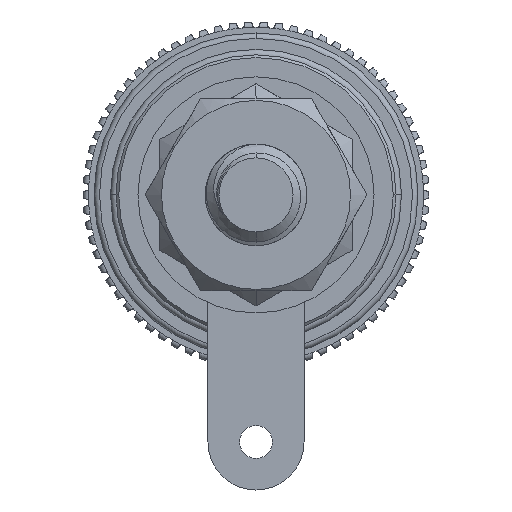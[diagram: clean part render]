
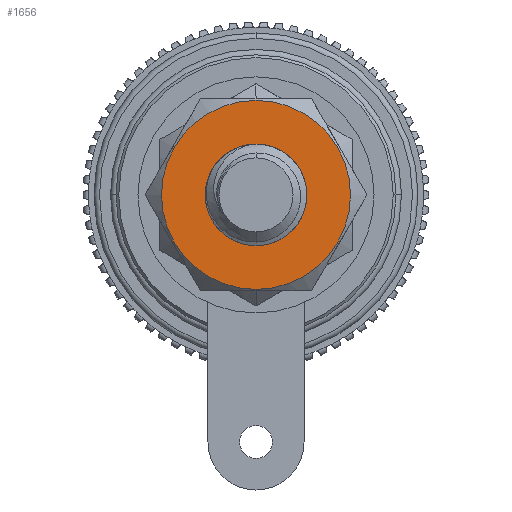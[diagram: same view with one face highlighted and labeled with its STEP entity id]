
A CAD part, front view. The second image highlights one B-rep face of the part: STEP entity #1656.
In plain terms, the highlighted planar face has unit normal (0, -1, 0).
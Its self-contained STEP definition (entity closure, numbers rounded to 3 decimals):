
#302 = VERTEX_POINT ( 'NONE', #17335 ) ;
#668 = AXIS2_PLACEMENT_3D ( 'NONE', #11220, #29671, #13889 ) ;
#1314 = CARTESIAN_POINT ( 'NONE',  ( -0.458, -12.95, 1.741 ) ) ;
#1336 = CARTESIAN_POINT ( 'NONE',  ( 0., -12.95, 0. ) ) ;
#1429 = CARTESIAN_POINT ( 'NONE',  ( -1.186, -12.95, -0.883 ) ) ;
#1656 = ADVANCED_FACE ( 'NONE', ( #1709, #22398 ), #6273, .T. ) ;
#1709 = FACE_BOUND ( 'NONE', #15484, .T. ) ;
#2047 = CARTESIAN_POINT ( 'NONE',  ( 1.747, -12.95, -0.201 ) ) ;
#2155 = CARTESIAN_POINT ( 'NONE',  ( -1.057, -12.95, -0.993 ) ) ;
#2205 = CARTESIAN_POINT ( 'NONE',  ( 0., -12.95, 0. ) ) ;
#3142 = DIRECTION ( 'NONE',  ( 0., 1., 0. ) ) ;
#3246 = EDGE_CURVE ( 'NONE', #5239, #302, #27678, .T. ) ;
#3987 = CARTESIAN_POINT ( 'NONE',  ( -0.902, -12.95, 1.501 ) ) ;
#4010 = DIRECTION ( 'NONE',  ( 0., 0., -1. ) ) ;
#4711 = CARTESIAN_POINT ( 'NONE',  ( 1.737, -12.95, 0.471 ) ) ;
#4755 = VERTEX_POINT ( 'NONE', #23105 ) ;
#4869 = DIRECTION ( 'NONE',  ( 0., 0., -1. ) ) ;
#5239 = VERTEX_POINT ( 'NONE', #2155 ) ;
#6273 = PLANE ( 'NONE',  #8588 ) ;
#6536 = ORIENTED_EDGE ( 'NONE', *, *, #3246, .F. ) ;
#6618 = CARTESIAN_POINT ( 'NONE',  ( -1.26, -12.95, 1.144 ) ) ;
#6915 = DIRECTION ( 'NONE',  ( 0., -1., 0. ) ) ;
#7356 = CARTESIAN_POINT ( 'NONE',  ( 1.579, -12.95, 0.951 ) ) ;
#7894 = EDGE_LOOP ( 'NONE', ( #18254, #20071 ) ) ;
#8169 = VERTEX_POINT ( 'NONE', #14075 ) ;
#8588 = AXIS2_PLACEMENT_3D ( 'NONE', #22674, #6915, #25355 ) ;
#8605 = B_SPLINE_CURVE_WITH_KNOTS ( 'NONE', 3,
 ( #30254, #27593, #17121, #1314, #19748, #3987, #22406, #6618, #25075, #9263, #27693, #11921, #30373, #14583, #33020, #17230, #1429, #19859 ),
 .UNSPECIFIED., .F., .F.,
 ( 4, 2, 2, 2, 2, 2, 2, 2, 4 ),
 ( 0., 0.001, 0.001, 0.002, 0.002, 0.003, 0.003, 0.004, 0.004 ),
 .UNSPECIFIED. ) ;
#8652 = CIRCLE ( 'NONE', #19783, 1.85 ) ;
#9263 = CARTESIAN_POINT ( 'NONE',  ( -1.5, -12.95, 0.699 ) ) ;
#9889 = CARTESIAN_POINT ( 'NONE',  ( 0.334, -12.95, -1.494 ) ) ;
#10888 = AXIS2_PLACEMENT_3D ( 'NONE', #18906, #3142, #21554 ) ;
#11220 = CARTESIAN_POINT ( 'NONE',  ( 0., -12.95, 0. ) ) ;
#11664 = ORIENTED_EDGE ( 'NONE', *, *, #28089, .T. ) ;
#11921 = CARTESIAN_POINT ( 'NONE',  ( -1.591, -12.95, 0.201 ) ) ;
#12564 = CARTESIAN_POINT ( 'NONE',  ( 0.821, -12.95, -1.357 ) ) ;
#13281 = B_SPLINE_CURVE_WITH_KNOTS ( 'NONE', 3,
 ( #23030, #33411, #25684, #9889, #28361, #12564, #30991, #15201, #33661, #17841, #2047, #20507, #4711, #23145, #7356, #25813 ),
 .UNSPECIFIED., .F., .F.,
 ( 4, 2, 2, 2, 2, 2, 2, 4 ),
 ( 0., 0.001, 0.001, 0.002, 0.002, 0.003, 0.004, 0.004 ),
 .UNSPECIFIED. ) ;
#13889 = DIRECTION ( 'NONE',  ( 0., 0., 1. ) ) ;
#14075 = CARTESIAN_POINT ( 'NONE',  ( 0., -12.95, -3.441 ) ) ;
#14355 = ORIENTED_EDGE ( 'NONE', *, *, #31318, .F. ) ;
#14583 = CARTESIAN_POINT ( 'NONE',  ( -1.52, -12.95, -0.3 ) ) ;
#15201 = CARTESIAN_POINT ( 'NONE',  ( 1.238, -12.95, -1.074 ) ) ;
#15484 = EDGE_LOOP ( 'NONE', ( #22757, #6536, #14355, #11664 ) ) ;
#17121 = CARTESIAN_POINT ( 'NONE',  ( -0.133, -12.95, 1.825 ) ) ;
#17230 = CARTESIAN_POINT ( 'NONE',  ( -1.292, -12.95, -0.752 ) ) ;
#17335 = CARTESIAN_POINT ( 'NONE',  ( -0.332, -12.95, -1.412 ) ) ;
#17468 = CARTESIAN_POINT ( 'NONE',  ( 1.491, -12.95, 1.095 ) ) ;
#17657 = AXIS2_PLACEMENT_3D ( 'NONE', #2205, #20639, #4869 ) ;
#17841 = CARTESIAN_POINT ( 'NONE',  ( 1.641, -12.95, -0.534 ) ) ;
#18254 = ORIENTED_EDGE ( 'NONE', *, *, #20449, .F. ) ;
#18759 = CARTESIAN_POINT ( 'NONE',  ( 0., -12.95, 3.441 ) ) ;
#18873 = EDGE_CURVE ( 'NONE', #8169, #23617, #27190, .T. ) ;
#18906 = CARTESIAN_POINT ( 'NONE',  ( 0., -12.95, 0. ) ) ;
#19748 = CARTESIAN_POINT ( 'NONE',  ( -0.616, -12.95, 1.674 ) ) ;
#19769 = DIRECTION ( 'NONE',  ( 0., 1., 0. ) ) ;
#19783 = AXIS2_PLACEMENT_3D ( 'NONE', #1336, #19769, #4010 ) ;
#19859 = CARTESIAN_POINT ( 'NONE',  ( -1.057, -12.95, -0.993 ) ) ;
#20071 = ORIENTED_EDGE ( 'NONE', *, *, #18873, .F. ) ;
#20449 = EDGE_CURVE ( 'NONE', #23617, #8169, #27139, .T. ) ;
#20507 = CARTESIAN_POINT ( 'NONE',  ( 1.758, -12.95, 0.302 ) ) ;
#20639 = DIRECTION ( 'NONE',  ( 0., -1., 0. ) ) ;
#21554 = DIRECTION ( 'NONE',  ( 0., 0., 1. ) ) ;
#22398 = FACE_OUTER_BOUND ( 'NONE', #7894, .T. ) ;
#22406 = CARTESIAN_POINT ( 'NONE',  ( -1.035, -12.95, 1.392 ) ) ;
#22674 = CARTESIAN_POINT ( 'NONE',  ( 0., -12.95, 0. ) ) ;
#22757 = ORIENTED_EDGE ( 'NONE', *, *, #31746, .F. ) ;
#23030 = CARTESIAN_POINT ( 'NONE',  ( -0.332, -12.95, -1.412 ) ) ;
#23105 = CARTESIAN_POINT ( 'NONE',  ( 0.203, -12.95, 1.839 ) ) ;
#23145 = CARTESIAN_POINT ( 'NONE',  ( 1.648, -12.95, 0.794 ) ) ;
#23617 = VERTEX_POINT ( 'NONE', #18759 ) ;
#25075 = CARTESIAN_POINT ( 'NONE',  ( -1.355, -12.95, 1.001 ) ) ;
#25355 = DIRECTION ( 'NONE',  ( 0., 0., -1. ) ) ;
#25684 = CARTESIAN_POINT ( 'NONE',  ( -0.005, -12.95, -1.495 ) ) ;
#25813 = CARTESIAN_POINT ( 'NONE',  ( 1.491, -12.95, 1.095 ) ) ;
#25922 = VERTEX_POINT ( 'NONE', #17468 ) ;
#27139 = CIRCLE ( 'NONE', #10888, 3.441 ) ;
#27190 = CIRCLE ( 'NONE', #668, 3.441 ) ;
#27593 = CARTESIAN_POINT ( 'NONE',  ( 0.033, -12.95, 1.843 ) ) ;
#27678 = CIRCLE ( 'NONE', #17657, 1.45 ) ;
#27693 = CARTESIAN_POINT ( 'NONE',  ( -1.549, -12.95, 0.535 ) ) ;
#28089 = EDGE_CURVE ( 'NONE', #4755, #25922, #8652, .T. ) ;
#28361 = CARTESIAN_POINT ( 'NONE',  ( 0.5, -12.95, -1.466 ) ) ;
#29671 = DIRECTION ( 'NONE',  ( 0., 1., 0. ) ) ;
#30254 = CARTESIAN_POINT ( 'NONE',  ( 0.203, -12.95, 1.839 ) ) ;
#30373 = CARTESIAN_POINT ( 'NONE',  ( -1.586, -12.95, 0.032 ) ) ;
#30991 = CARTESIAN_POINT ( 'NONE',  ( 0.969, -12.95, -1.278 ) ) ;
#31318 = EDGE_CURVE ( 'NONE', #4755, #5239, #8605, .T. ) ;
#31746 = EDGE_CURVE ( 'NONE', #302, #25922, #13281, .T. ) ;
#33020 = CARTESIAN_POINT ( 'NONE',  ( -1.46, -12.95, -0.458 ) ) ;
#33411 = CARTESIAN_POINT ( 'NONE',  ( -0.173, -12.95, -1.469 ) ) ;
#33661 = CARTESIAN_POINT ( 'NONE',  ( 1.354, -12.95, -0.952 ) ) ;
